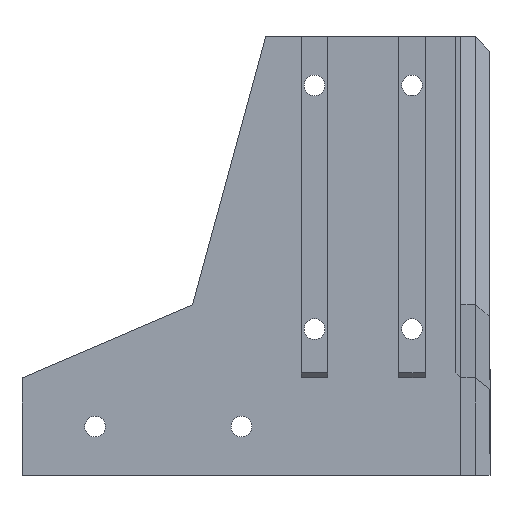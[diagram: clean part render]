
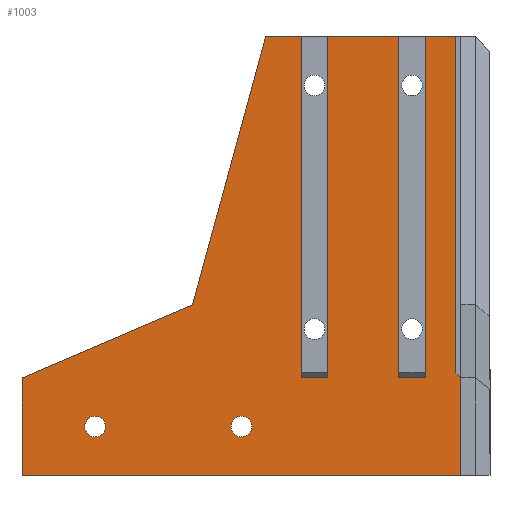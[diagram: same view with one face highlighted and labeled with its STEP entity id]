
A CAD part, front view. The second image highlights one B-rep face of the part: STEP entity #1003.
In plain terms, the highlighted planar face has unit normal (0, -1, 0).
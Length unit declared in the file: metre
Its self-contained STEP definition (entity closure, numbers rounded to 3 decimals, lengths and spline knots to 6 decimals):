
#40=CIRCLE('',#1081,0.002125);
#41=CIRCLE('',#1082,0.002125);
#84=ORIENTED_EDGE('',*,*,#338,.T.);
#85=ORIENTED_EDGE('',*,*,#339,.T.);
#86=ORIENTED_EDGE('',*,*,#340,.F.);
#87=ORIENTED_EDGE('',*,*,#341,.F.);
#88=ORIENTED_EDGE('',*,*,#342,.T.);
#89=ORIENTED_EDGE('',*,*,#343,.T.);
#90=ORIENTED_EDGE('',*,*,#344,.T.);
#91=ORIENTED_EDGE('',*,*,#345,.F.);
#92=ORIENTED_EDGE('',*,*,#346,.T.);
#93=ORIENTED_EDGE('',*,*,#347,.T.);
#94=ORIENTED_EDGE('',*,*,#348,.T.);
#95=ORIENTED_EDGE('',*,*,#349,.F.);
#96=ORIENTED_EDGE('',*,*,#350,.T.);
#97=ORIENTED_EDGE('',*,*,#351,.T.);
#98=ORIENTED_EDGE('',*,*,#335,.T.);
#99=ORIENTED_EDGE('',*,*,#352,.F.);
#335=EDGE_CURVE('',#463,#462,#557,.T.);
#338=EDGE_CURVE('',#465,#465,#40,.T.);
#339=EDGE_CURVE('',#466,#466,#41,.T.);
#340=EDGE_CURVE('',#467,#468,#560,.T.);
#341=EDGE_CURVE('',#469,#467,#561,.T.);
#342=EDGE_CURVE('',#469,#470,#562,.T.);
#343=EDGE_CURVE('',#470,#471,#563,.T.);
#344=EDGE_CURVE('',#471,#472,#564,.T.);
#345=EDGE_CURVE('',#473,#472,#565,.T.);
#346=EDGE_CURVE('',#473,#474,#566,.T.);
#347=EDGE_CURVE('',#474,#475,#567,.T.);
#348=EDGE_CURVE('',#475,#476,#568,.T.);
#349=EDGE_CURVE('',#477,#476,#569,.T.);
#350=EDGE_CURVE('',#477,#478,#570,.T.);
#351=EDGE_CURVE('',#478,#463,#571,.T.);
#352=EDGE_CURVE('',#468,#462,#572,.T.);
#462=VERTEX_POINT('',#1484);
#463=VERTEX_POINT('',#1486);
#465=VERTEX_POINT('',#1492);
#466=VERTEX_POINT('',#1494);
#467=VERTEX_POINT('',#1496);
#468=VERTEX_POINT('',#1497);
#469=VERTEX_POINT('',#1499);
#470=VERTEX_POINT('',#1501);
#471=VERTEX_POINT('',#1503);
#472=VERTEX_POINT('',#1505);
#473=VERTEX_POINT('',#1507);
#474=VERTEX_POINT('',#1509);
#475=VERTEX_POINT('',#1511);
#476=VERTEX_POINT('',#1513);
#477=VERTEX_POINT('',#1515);
#478=VERTEX_POINT('',#1517);
#557=LINE('',#1485,#644);
#560=LINE('',#1495,#647);
#561=LINE('',#1498,#648);
#562=LINE('',#1500,#649);
#563=LINE('',#1502,#650);
#564=LINE('',#1504,#651);
#565=LINE('',#1506,#652);
#566=LINE('',#1508,#653);
#567=LINE('',#1510,#654);
#568=LINE('',#1512,#655);
#569=LINE('',#1514,#656);
#570=LINE('',#1516,#657);
#571=LINE('',#1518,#658);
#572=LINE('',#1519,#659);
#644=VECTOR('',#1188,1.);
#647=VECTOR('',#1197,1.);
#648=VECTOR('',#1198,1.);
#649=VECTOR('',#1199,1.);
#650=VECTOR('',#1200,1.);
#651=VECTOR('',#1201,1.);
#652=VECTOR('',#1202,1.);
#653=VECTOR('',#1203,1.);
#654=VECTOR('',#1204,1.);
#655=VECTOR('',#1205,1.);
#656=VECTOR('',#1206,1.);
#657=VECTOR('',#1207,1.);
#658=VECTOR('',#1208,1.);
#659=VECTOR('',#1209,1.);
#731=EDGE_LOOP('',(#84));
#732=EDGE_LOOP('',(#85));
#733=EDGE_LOOP('',(#86,#87,#88,#89,#90,#91,#92,#93,#94,#95,#96,#97,#98,
#99));
#845=FACE_BOUND('',#731,.T.);
#846=FACE_BOUND('',#732,.T.);
#847=FACE_BOUND('',#733,.T.);
#959=PLANE('',#1080);
#1003=ADVANCED_FACE('',(#845,#846,#847),#959,.T.);
#1080=AXIS2_PLACEMENT_3D('',#1490,#1191,#1192);
#1081=AXIS2_PLACEMENT_3D('',#1491,#1193,#1194);
#1082=AXIS2_PLACEMENT_3D('',#1493,#1195,#1196);
#1188=DIRECTION('',(0.,0.,-1.));
#1191=DIRECTION('',(0.,-1.,0.));
#1192=DIRECTION('',(-1.,0.,0.));
#1193=DIRECTION('',(0.,1.,0.));
#1194=DIRECTION('',(-1.,0.,0.));
#1195=DIRECTION('',(0.,1.,0.));
#1196=DIRECTION('',(-1.,0.,0.));
#1197=DIRECTION('',(0.,0.,-1.));
#1198=DIRECTION('',(1.,0.,0.));
#1199=DIRECTION('',(0.,0.,-1.));
#1200=DIRECTION('',(-1.,0.,0.));
#1201=DIRECTION('',(0.,0.,1.));
#1202=DIRECTION('',(1.,0.,0.));
#1203=DIRECTION('',(0.,0.,-1.));
#1204=DIRECTION('',(-1.,0.,0.));
#1205=DIRECTION('',(0.,0.,1.));
#1206=DIRECTION('',(1.,0.,0.));
#1207=DIRECTION('',(-0.263,0.,-0.965));
#1208=DIRECTION('',(-0.919,0.,-0.394));
#1209=DIRECTION('',(-1.,0.,0.));
#1484=CARTESIAN_POINT('',(-0.096,-0.006,0.006));
#1485=CARTESIAN_POINT('',(-0.096,-0.006,0.026));
#1486=CARTESIAN_POINT('',(-0.096,-0.006,0.026));
#1490=CARTESIAN_POINT('',(-0.051,-0.006,0.026));
#1491=CARTESIAN_POINT('',(-0.081,-0.006,0.016));
#1492=CARTESIAN_POINT('',(-0.083125,-0.006,0.016));
#1493=CARTESIAN_POINT('',(-0.051,-0.006,0.016));
#1494=CARTESIAN_POINT('',(-0.053125,-0.006,0.016));
#1495=CARTESIAN_POINT('',(-0.006,-0.006,0.026));
#1496=CARTESIAN_POINT('',(-0.006,-0.006,0.096));
#1497=CARTESIAN_POINT('',(-0.006,-0.006,0.006));
#1498=CARTESIAN_POINT('',(-0.051,-0.006,0.096));
#1499=CARTESIAN_POINT('',(-0.01329,-0.006,0.096));
#1500=CARTESIAN_POINT('',(-0.01329,-0.006,0.061));
#1501=CARTESIAN_POINT('',(-0.01329,-0.006,0.026));
#1502=CARTESIAN_POINT('',(-0.016,-0.006,0.026));
#1503=CARTESIAN_POINT('',(-0.01871,-0.006,0.026));
#1504=CARTESIAN_POINT('',(-0.01871,-0.006,0.061));
#1505=CARTESIAN_POINT('',(-0.01871,-0.006,0.096));
#1506=CARTESIAN_POINT('',(-0.051,-0.006,0.096));
#1507=CARTESIAN_POINT('',(-0.03329,-0.006,0.096));
#1508=CARTESIAN_POINT('',(-0.03329,-0.006,0.061));
#1509=CARTESIAN_POINT('',(-0.03329,-0.006,0.026));
#1510=CARTESIAN_POINT('',(-0.036,-0.006,0.026));
#1511=CARTESIAN_POINT('',(-0.03871,-0.006,0.026));
#1512=CARTESIAN_POINT('',(-0.03871,-0.006,0.061));
#1513=CARTESIAN_POINT('',(-0.03871,-0.006,0.096));
#1514=CARTESIAN_POINT('',(-0.051,-0.006,0.096));
#1515=CARTESIAN_POINT('',(-0.046,-0.006,0.096));
#1516=CARTESIAN_POINT('',(-0.0535,-0.006,0.0685));
#1517=CARTESIAN_POINT('',(-0.061,-0.006,0.041));
#1518=CARTESIAN_POINT('',(-0.0785,-0.006,0.0335));
#1519=CARTESIAN_POINT('',(-0.051,-0.006,0.006));
